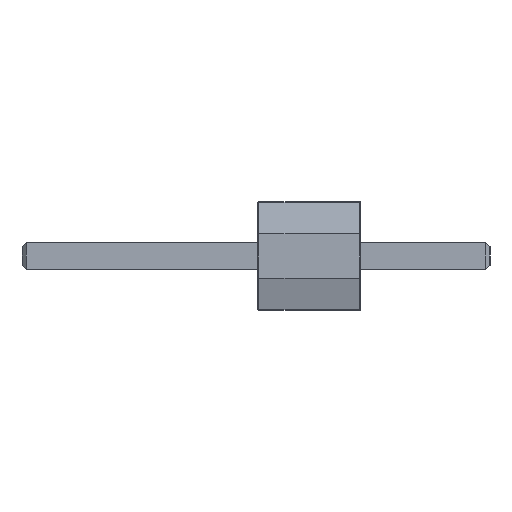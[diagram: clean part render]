
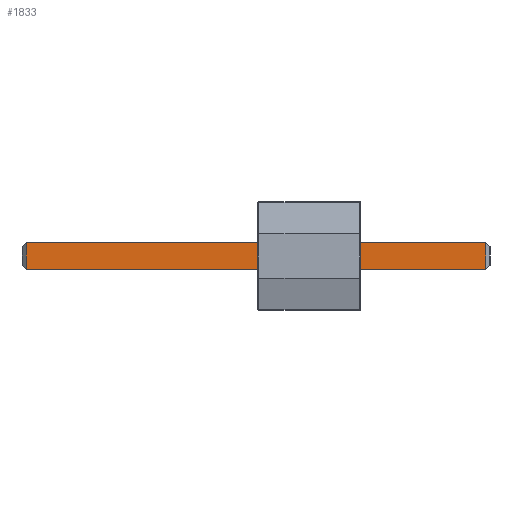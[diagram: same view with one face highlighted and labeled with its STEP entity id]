
A CAD part, left-side view. The second image highlights one B-rep face of the part: STEP entity #1833.
In plain terms, the highlighted face is planar.
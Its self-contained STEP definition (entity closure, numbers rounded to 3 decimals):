
#21 = EDGE_CURVE ( 'NONE', #143, #928, #1207, .T. ) ;
#44 = AXIS2_PLACEMENT_3D ( 'NONE', #1734, #1437, #1747 ) ;
#85 = LINE ( 'NONE', #1860, #733 ) ;
#88 = LINE ( 'NONE', #124, #323 ) ;
#124 = CARTESIAN_POINT ( 'NONE',  ( -0.315, 10.85, 0.315 ) ) ;
#143 = VERTEX_POINT ( 'NONE', #1271 ) ;
#176 = CARTESIAN_POINT ( 'NONE',  ( -0.315, 0.1, 0.315 ) ) ;
#242 = PLANE ( 'NONE',  #44 ) ;
#276 = CARTESIAN_POINT ( 'NONE',  ( 0.315, 10.95, 0.315 ) ) ;
#323 = VECTOR ( 'NONE', #1264, 1000. ) ;
#421 = LINE ( 'NONE', #276, #1683 ) ;
#514 = EDGE_CURVE ( 'NONE', #928, #665, #85, .T. ) ;
#665 = VERTEX_POINT ( 'NONE', #940 ) ;
#733 = VECTOR ( 'NONE', #1710, 1000. ) ;
#769 = ORIENTED_EDGE ( 'NONE', *, *, #21, .T. ) ;
#812 = EDGE_LOOP ( 'NONE', ( #769, #1186, #1257, #1137 ) ) ;
#874 = DIRECTION ( 'NONE',  ( 0., -1., 0. ) ) ;
#921 = DIRECTION ( 'NONE',  ( 0., -1., 0. ) ) ;
#928 = VERTEX_POINT ( 'NONE', #176 ) ;
#940 = CARTESIAN_POINT ( 'NONE',  ( 0.315, 0.1, 0.315 ) ) ;
#1137 = ORIENTED_EDGE ( 'NONE', *, *, #1807, .T. ) ;
#1186 = ORIENTED_EDGE ( 'NONE', *, *, #514, .T. ) ;
#1207 = LINE ( 'NONE', #1793, #1527 ) ;
#1257 = ORIENTED_EDGE ( 'NONE', *, *, #1834, .F. ) ;
#1264 = DIRECTION ( 'NONE',  ( -1., 0., 0. ) ) ;
#1271 = CARTESIAN_POINT ( 'NONE',  ( -0.315, 10.85, 0.315 ) ) ;
#1437 = DIRECTION ( 'NONE',  ( 0., 0., -1. ) ) ;
#1455 = CARTESIAN_POINT ( 'NONE',  ( 0.315, 10.85, 0.315 ) ) ;
#1527 = VECTOR ( 'NONE', #921, 1000. ) ;
#1683 = VECTOR ( 'NONE', #874, 1000. ) ;
#1710 = DIRECTION ( 'NONE',  ( 1., 0., 0. ) ) ;
#1714 = FACE_OUTER_BOUND ( 'NONE', #812, .T. ) ;
#1734 = CARTESIAN_POINT ( 'NONE',  ( -0.315, 10.95, 0.315 ) ) ;
#1747 = DIRECTION ( 'NONE',  ( -1., 0., 0. ) ) ;
#1793 = CARTESIAN_POINT ( 'NONE',  ( -0.315, 10.95, 0.315 ) ) ;
#1807 = EDGE_CURVE ( 'NONE', #1836, #143, #88, .T. ) ;
#1833 = ADVANCED_FACE ( 'NONE', ( #1714 ), #242, .F. ) ;
#1834 = EDGE_CURVE ( 'NONE', #1836, #665, #421, .T. ) ;
#1836 = VERTEX_POINT ( 'NONE', #1455 ) ;
#1860 = CARTESIAN_POINT ( 'NONE',  ( -0.315, 0.1, 0.315 ) ) ;
